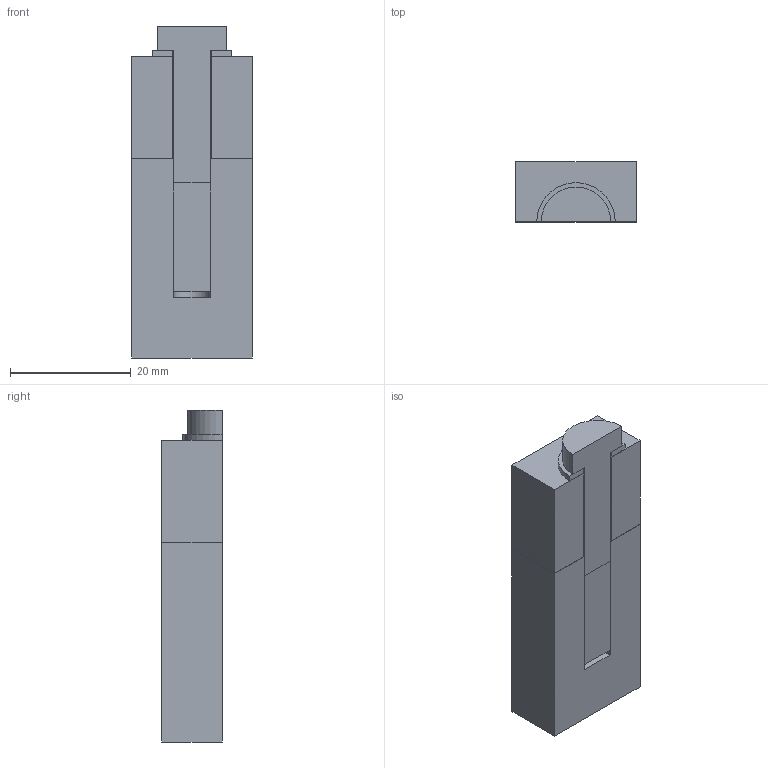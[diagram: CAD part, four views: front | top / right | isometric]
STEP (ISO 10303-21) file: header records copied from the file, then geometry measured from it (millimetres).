
FILE_DESCRIPTION(('STEP AP214'),'1');
FILE_NAME('Design2half.stp','2025-08-16T08:02:00',(' '),(' '),'Spatial InterOp 3D',' ',' ');
FILE_SCHEMA(('AUTOMOTIVE_DESIGN { 1 0 10303 214 1 1 1 1 }'));
Length unit declared in the file: metre
Products named in the file (1): Solid
Bounding box: 20 x 10 x 55 mm (x, y, z)
Volume: 10224.4 mm3; surface area: 4912.8 mm2
Topology: 5 solids, 5 shells, 32 faces, 66 edges, 44 vertices
Faces by surface type: plane 25, cylinder 7
Entity records: 1172 total; most frequent: DIRECTION 154, CARTESIAN_POINT 147, ORIENTED_EDGE 132, EDGE_CURVE 66, LINE 52, VECTOR 52, AXIS2_PLACEMENT_3D 51, VERTEX_POINT 44
